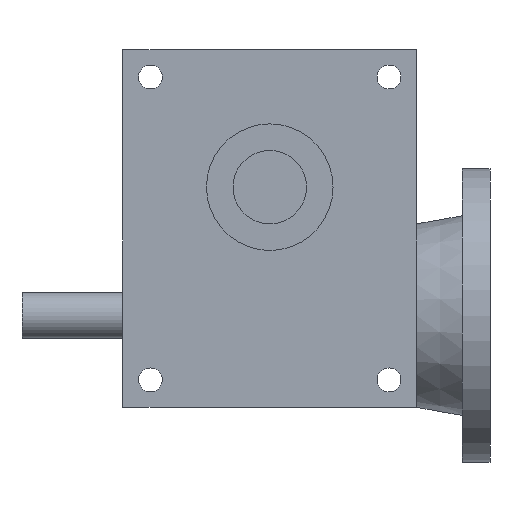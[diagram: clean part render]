
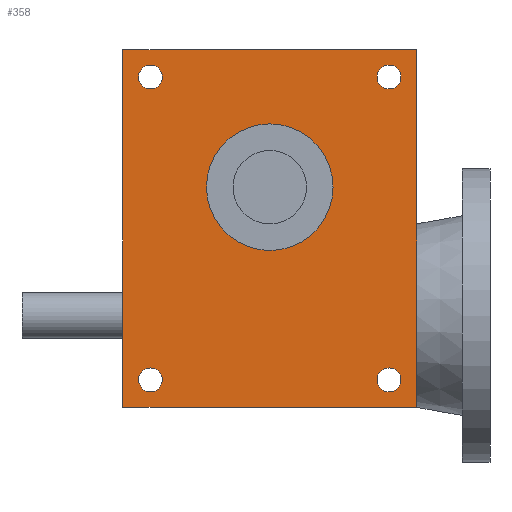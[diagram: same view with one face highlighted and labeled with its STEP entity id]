
A CAD part, front view. The second image highlights one B-rep face of the part: STEP entity #358.
In plain terms, the highlighted planar face has unit normal (0, -1, 0).
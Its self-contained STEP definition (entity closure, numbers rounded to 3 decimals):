
#358 = ADVANCED_FACE( '', ( #792, #793, #794, #795, #796, #797 ), #798, .F. );
#792 = FACE_BOUND( '', #1343, .T. );
#793 = FACE_BOUND( '', #1344, .T. );
#794 = FACE_BOUND( '', #1345, .T. );
#795 = FACE_BOUND( '', #1346, .T. );
#796 = FACE_BOUND( '', #1347, .T. );
#797 = FACE_OUTER_BOUND( '', #1348, .T. );
#798 = PLANE( '', #1349 );
#1343 = EDGE_LOOP( '', ( #2211 ) );
#1344 = EDGE_LOOP( '', ( #2212 ) );
#1345 = EDGE_LOOP( '', ( #2213 ) );
#1346 = EDGE_LOOP( '', ( #2214 ) );
#1347 = EDGE_LOOP( '', ( #2215 ) );
#1348 = EDGE_LOOP( '', ( #2216, #2217, #2218, #2219 ) );
#1349 = AXIS2_PLACEMENT_3D( '', #2220, #2221, #2222 );
#2211 = ORIENTED_EDGE( '', *, *, #3300, .T. );
#2212 = ORIENTED_EDGE( '', *, *, #3183, .T. );
#2213 = ORIENTED_EDGE( '', *, *, #3050, .T. );
#2214 = ORIENTED_EDGE( '', *, *, #3086, .T. );
#2215 = ORIENTED_EDGE( '', *, *, #3301, .T. );
#2216 = ORIENTED_EDGE( '', *, *, #3302, .T. );
#2217 = ORIENTED_EDGE( '', *, *, #3303, .F. );
#2218 = ORIENTED_EDGE( '', *, *, #3275, .F. );
#2219 = ORIENTED_EDGE( '', *, *, #3304, .T. );
#2220 = CARTESIAN_POINT( '', ( -80., -60., 97.5 ) );
#2221 = DIRECTION( '', ( 0., 1., 0. ) );
#2222 = DIRECTION( '', ( 0., 0., 1. ) );
#3050 = EDGE_CURVE( '', #3585, #3585, #3586, .T. );
#3086 = EDGE_CURVE( '', #3651, #3651, #3652, .T. );
#3183 = EDGE_CURVE( '', #3807, #3807, #3808, .T. );
#3275 = EDGE_CURVE( '', #3959, #3961, #3962, .T. );
#3300 = EDGE_CURVE( '', #3998, #3998, #3999, .T. );
#3301 = EDGE_CURVE( '', #4000, #4000, #4001, .T. );
#3302 = EDGE_CURVE( '', #4002, #4003, #4004, .T. );
#3303 = EDGE_CURVE( '', #3961, #4003, #4005, .T. );
#3304 = EDGE_CURVE( '', #3959, #4002, #4006, .T. );
#3585 = VERTEX_POINT( '', #4349 );
#3586 = CIRCLE( '', #4350, 6.5 );
#3651 = VERTEX_POINT( '', #4433 );
#3652 = CIRCLE( '', #4434, 6.5 );
#3807 = VERTEX_POINT( '', #4643 );
#3808 = CIRCLE( '', #4644, 6.5 );
#3959 = VERTEX_POINT( '', #4845 );
#3961 = VERTEX_POINT( '', #4848 );
#3962 = LINE( '', #4849, #4850 );
#3998 = VERTEX_POINT( '', #4899 );
#3999 = CIRCLE( '', #4900, 6.5 );
#4000 = VERTEX_POINT( '', #4901 );
#4001 = CIRCLE( '', #4902, 34.5 );
#4002 = VERTEX_POINT( '', #4903 );
#4003 = VERTEX_POINT( '', #4904 );
#4004 = LINE( '', #4905, #4906 );
#4005 = LINE( '', #4907, #4908 );
#4006 = LINE( '', #4909, #4910 );
#4349 = CARTESIAN_POINT( '', ( -58.5, -60., -82.5 ) );
#4350 = AXIS2_PLACEMENT_3D( '', #5339, #5340, #5341 );
#4433 = CARTESIAN_POINT( '', ( 71.5, -60., -82.5 ) );
#4434 = AXIS2_PLACEMENT_3D( '', #5396, #5397, #5398 );
#4643 = CARTESIAN_POINT( '', ( -58.5, -60., 82.5 ) );
#4644 = AXIS2_PLACEMENT_3D( '', #5507, #5508, #5509 );
#4845 = CARTESIAN_POINT( '', ( -80., -60., 97.5 ) );
#4848 = CARTESIAN_POINT( '', ( 80., -60., 97.5 ) );
#4849 = CARTESIAN_POINT( '', ( -80., -60., 97.5 ) );
#4850 = VECTOR( '', #5651, 1000. );
#4899 = CARTESIAN_POINT( '', ( 71.5, -60., 82.5 ) );
#4900 = AXIS2_PLACEMENT_3D( '', #5683, #5684, #5685 );
#4901 = CARTESIAN_POINT( '', ( 34.5, -60., 22.5 ) );
#4902 = AXIS2_PLACEMENT_3D( '', #5686, #5687, #5688 );
#4903 = CARTESIAN_POINT( '', ( -80., -60., -97.5 ) );
#4904 = CARTESIAN_POINT( '', ( 80., -60., -97.5 ) );
#4905 = CARTESIAN_POINT( '', ( -80., -60., -97.5 ) );
#4906 = VECTOR( '', #5689, 1000. );
#4907 = CARTESIAN_POINT( '', ( 80., -60., 97.5 ) );
#4908 = VECTOR( '', #5690, 1000. );
#4909 = CARTESIAN_POINT( '', ( -80., -60., 97.5 ) );
#4910 = VECTOR( '', #5691, 1000. );
#5339 = CARTESIAN_POINT( '', ( -65., -60., -82.5 ) );
#5340 = DIRECTION( '', ( 0., 1., 0. ) );
#5341 = DIRECTION( '', ( 1., 0., 0. ) );
#5396 = CARTESIAN_POINT( '', ( 65., -60., -82.5 ) );
#5397 = DIRECTION( '', ( 0., 1., 0. ) );
#5398 = DIRECTION( '', ( 1., 0., 0. ) );
#5507 = CARTESIAN_POINT( '', ( -65., -60., 82.5 ) );
#5508 = DIRECTION( '', ( 0., 1., 0. ) );
#5509 = DIRECTION( '', ( 1., 0., 0. ) );
#5651 = DIRECTION( '', ( 1., 0., 0. ) );
#5683 = CARTESIAN_POINT( '', ( 65., -60., 82.5 ) );
#5684 = DIRECTION( '', ( 0., 1., 0. ) );
#5685 = DIRECTION( '', ( 1., 0., 0. ) );
#5686 = CARTESIAN_POINT( '', ( 0., -60., 22.5 ) );
#5687 = DIRECTION( '', ( 0., 1., 0. ) );
#5688 = DIRECTION( '', ( 1., 0., 0. ) );
#5689 = DIRECTION( '', ( 1., 0., 0. ) );
#5690 = DIRECTION( '', ( 0., 0., -1. ) );
#5691 = DIRECTION( '', ( 0., 0., -1. ) );
